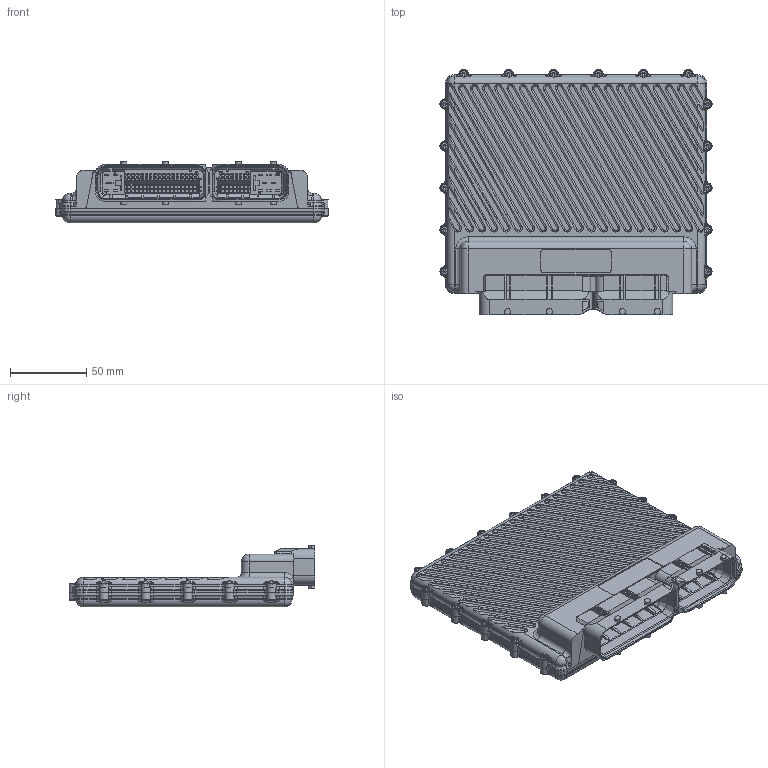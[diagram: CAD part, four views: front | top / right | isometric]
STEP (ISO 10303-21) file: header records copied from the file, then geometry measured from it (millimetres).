
FILE_DESCRIPTION(('CATIA V5 STEP Exchange'),'2;1');
FILE_NAME('Tim''LFR-277-01 F90 RX ECU - Installation Assembly.stp','2013-12-31T16:45:15+00:00',('none'),('none'),'CATIA Version 5 Release 19 SP 9 (IN-10)','CATIA V5 STEP AP214','none');
FILE_SCHEMA(('AUTOMOTIVE_DESIGN { 1 0 10303 214 1 1 1 1 }'));
Products named in the file (6): LFR-277-01 F90 RX ECU - Installation Assembly; C-1746979-1; LFR-254-03 F90 RX ECU Case - Lid; LFR-253-01 F90 RX ECU Case - Base; Fasteners; ISO 4762 SCREW M2.5x8 STEEL HEXAGON SOCKET HEAD CAP
Assembly tree (20 placements, depth 3):
  LFR-277-01 F90 RX ECU - Installation Assembly
    C-1746979-1
    LFR-254-03 F90 RX ECU Case - Lid
    LFR-253-01 F90 RX ECU Case - Base
    Fasteners
      ISO 4762 SCREW M2.5x8 STEEL HEXAGON SOCKET HEAD CAP  x16
Bounding box: 178.68 x 161.2 x 40.6 mm (x, y, z)
Volume: 540954.7 mm3; surface area: 169245.5 mm2
Topology: 19 solids, 19 shells, 6044 faces, 16128 edges, 10313 vertices
Faces by surface type: plane 4208, cylinder 1134, bspline 342, torus 194, cone 112, sphere 54
Entity records: 192174 total; most frequent: CARTESIAN_POINT 58126, ORIENTED_EDGE 29946, DIRECTION 23092, EDGE_CURVE 14973, VECTOR 11884, LINE 11884, VERTEX_POINT 9618, AXIS2_PLACEMENT_3D 6239
